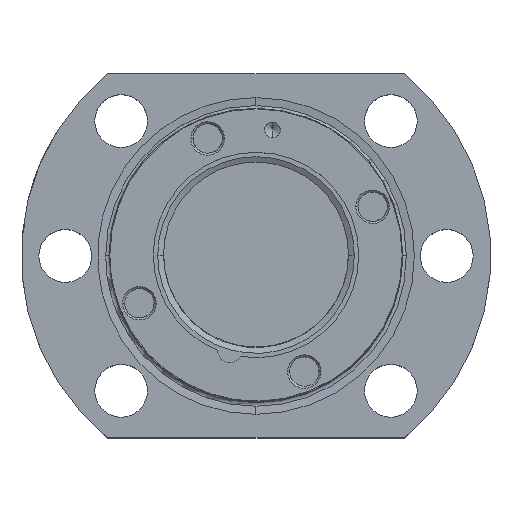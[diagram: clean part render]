
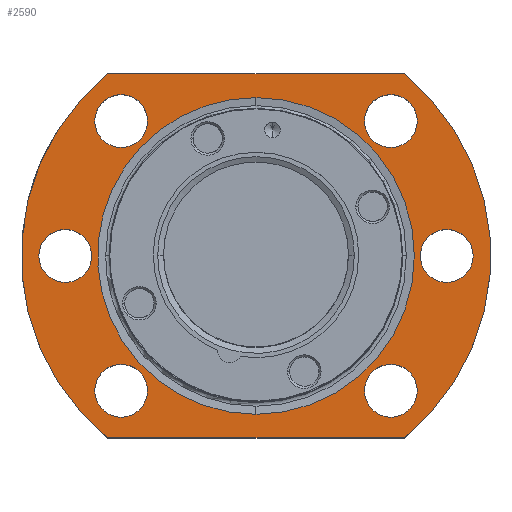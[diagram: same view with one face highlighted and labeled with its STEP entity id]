
A CAD part, top view. The second image highlights one B-rep face of the part: STEP entity #2590.
In plain terms, the highlighted planar face has unit normal (0, 0, 1).
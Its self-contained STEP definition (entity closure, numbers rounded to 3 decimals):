
#1090=CARTESIAN_POINT('',(75.954,-42.3,175.));
#1100=DIRECTION('',(0.,0.,-1.));
#1110=DIRECTION('',(-1.,0.,-0.));
#1120=AXIS2_PLACEMENT_3D('',#1090,#1100,#1110);
#1130=PLANE('',#1120);
#1140=CARTESIAN_POINT('',(0.,31.,175.));
#1150=DIRECTION('',(1.,0.,-0.));
#1160=VECTOR('',#1150,1.);
#1170=LINE('',#1140,#1160);
#1180=CARTESIAN_POINT('',(-25.278,31.,175.));
#1190=VERTEX_POINT('',#1180);
#1200=CARTESIAN_POINT('',(25.278,31.,175.));
#1210=VERTEX_POINT('',#1200);
#1220=EDGE_CURVE('',#1190,#1210,#1170,.T.);
#1230=ORIENTED_EDGE('',*,*,#1220,.F.);
#1240=CARTESIAN_POINT('',(0.,0.,175.)
);
#1250=DIRECTION('',(0.,0.,-1.));
#1260=DIRECTION('',(-1.,0.,0.));
#1270=AXIS2_PLACEMENT_3D('',#1240,#1250,#1260);
#1280=CIRCLE('',#1270,40.);
#1290=CARTESIAN_POINT('',(25.278,-31.,175.));
#1300=VERTEX_POINT('',#1290);
#1310=EDGE_CURVE('',#1210,#1300,#1280,.T.);
#1320=ORIENTED_EDGE('',*,*,#1310,.F.);
#1330=CARTESIAN_POINT('',(0.,-31.,175.));
#1340=DIRECTION('',(1.,-0.,0.));
#1350=VECTOR('',#1340,1.);
#1360=LINE('',#1330,#1350);
#1370=CARTESIAN_POINT('',(-25.278,-31.,175.));
#1380=VERTEX_POINT('',#1370);
#1390=EDGE_CURVE('',#1380,#1300,#1360,.T.);
#1400=ORIENTED_EDGE('',*,*,#1390,.T.);
#1410=CARTESIAN_POINT('',(0.,0.,175.)
);
#1420=DIRECTION('',(0.,0.,-1.));
#1430=DIRECTION('',(-1.,0.,0.));
#1440=AXIS2_PLACEMENT_3D('',#1410,#1420,#1430);
#1450=CIRCLE('',#1440,40.);
#1460=EDGE_CURVE('',#1380,#1190,#1450,.T.);
#1470=ORIENTED_EDGE('',*,*,#1460,.F.);
#1480=EDGE_LOOP('',(#1470,#1400,#1320,#1230));
#1490=FACE_OUTER_BOUND('',#1480,.T.);
#1500=CARTESIAN_POINT('',(32.5,0.,175.));
#1510=DIRECTION('',(0.,0.,-1.));
#1520=DIRECTION('',(-1.,0.,0.));
#1530=AXIS2_PLACEMENT_3D('',#1500,#1510,#1520);
#1540=CIRCLE('',#1530,4.5);
#1550=CARTESIAN_POINT('',(37.,0.,175.));
#1560=VERTEX_POINT('',#1550);
#1570=CARTESIAN_POINT('',(28.,0.,175.));
#1580=VERTEX_POINT('',#1570);
#1590=EDGE_CURVE('',#1560,#1580,#1540,.T.);
#1600=ORIENTED_EDGE('',*,*,#1590,.T.);
#1610=EDGE_CURVE('',#1580,#1560,#1540,.T.);
#1620=ORIENTED_EDGE('',*,*,#1610,.T.);
#1630=EDGE_LOOP('',(#1620,#1600));
#1640=FACE_BOUND('',#1630,.T.);
#1650=CARTESIAN_POINT('',(-22.981,22.981,175.));
#1660=DIRECTION('',(0.,0.,-1.));
#1670=DIRECTION('',(-1.,0.,0.));
#1680=AXIS2_PLACEMENT_3D('',#1650,#1660,#1670);
#1690=CIRCLE('',#1680,4.5);
#1700=CARTESIAN_POINT('',(-27.481,22.981,175.));
#1710=VERTEX_POINT('',#1700);
#1720=CARTESIAN_POINT('',(-18.481,22.981,175.));
#1730=VERTEX_POINT('',#1720);
#1740=EDGE_CURVE('',#1710,#1730,#1690,.T.);
#1750=ORIENTED_EDGE('',*,*,#1740,.T.);
#1760=EDGE_CURVE('',#1730,#1710,#1690,.T.);
#1770=ORIENTED_EDGE('',*,*,#1760,.T.);
#1780=EDGE_LOOP('',(#1770,#1750));
#1790=FACE_BOUND('',#1780,.T.);
#1800=CARTESIAN_POINT('',(-22.981,-22.981,175.));
#1810=DIRECTION('',(0.,0.,-1.));
#1820=DIRECTION('',(-1.,0.,0.));
#1830=AXIS2_PLACEMENT_3D('',#1800,#1810,#1820);
#1840=CIRCLE('',#1830,4.5);
#1850=CARTESIAN_POINT('',(-18.481,-22.981,175.));
#1860=VERTEX_POINT('',#1850);
#1870=CARTESIAN_POINT('',(-27.481,-22.981,175.));
#1880=VERTEX_POINT('',#1870);
#1890=EDGE_CURVE('',#1860,#1880,#1840,.T.);
#1900=ORIENTED_EDGE('',*,*,#1890,.T.);
#1910=EDGE_CURVE('',#1880,#1860,#1840,.T.);
#1920=ORIENTED_EDGE('',*,*,#1910,.T.);
#1930=EDGE_LOOP('',(#1920,#1900));
#1940=FACE_BOUND('',#1930,.T.);
#1950=CARTESIAN_POINT('',(-32.5,0.,175.));
#1960=DIRECTION('',(0.,0.,-1.));
#1970=DIRECTION('',(-1.,0.,0.));
#1980=AXIS2_PLACEMENT_3D('',#1950,#1960,#1970);
#1990=CIRCLE('',#1980,4.5);
#2000=CARTESIAN_POINT('',(-28.,0.,175.));
#2010=VERTEX_POINT('',#2000);
#2020=CARTESIAN_POINT('',(-37.,0.,175.));
#2030=VERTEX_POINT('',#2020);
#2040=EDGE_CURVE('',#2010,#2030,#1990,.T.);
#2050=ORIENTED_EDGE('',*,*,#2040,.T.);
#2060=EDGE_CURVE('',#2030,#2010,#1990,.T.);
#2070=ORIENTED_EDGE('',*,*,#2060,.T.);
#2080=EDGE_LOOP('',(#2070,#2050));
#2090=FACE_BOUND('',#2080,.T.);
#2100=CARTESIAN_POINT('',(0.,0.,175.
));
#2110=DIRECTION('',(0.,0.,1.));
#2120=DIRECTION('',(0.,1.,0.));
#2130=AXIS2_PLACEMENT_3D('',#2100,#2110,#2120);
#2140=CIRCLE('',#2130,26.979);
#2150=CARTESIAN_POINT('',(-24.925,-10.324,175.));
#2160=VERTEX_POINT('',#2150);
#2170=CARTESIAN_POINT('',(0.,-26.979,175.));
#2180=VERTEX_POINT('',#2170);
#2190=EDGE_CURVE('',#2160,#2180,#2140,.T.);
#2200=ORIENTED_EDGE('',*,*,#2190,.F.);
#2210=CARTESIAN_POINT('',(0.,26.979,175.));
#2220=VERTEX_POINT('',#2210);
#2230=EDGE_CURVE('',#2180,#2220,#2140,.T.);
#2240=ORIENTED_EDGE('',*,*,#2230,.F.);
#2250=EDGE_CURVE('',#2220,#2160,#2140,.T.);
#2260=ORIENTED_EDGE('',*,*,#2250,.F.);
#2270=EDGE_LOOP('',(#2260,#2240,#2200));
#2280=FACE_BOUND('',#2270,.T.);
#2290=CARTESIAN_POINT('',(22.981,22.981,175.));
#2300=DIRECTION('',(0.,0.,-1.));
#2310=DIRECTION('',(-1.,0.,0.));
#2320=AXIS2_PLACEMENT_3D('',#2290,#2300,#2310);
#2330=CIRCLE('',#2320,4.5);
#2340=CARTESIAN_POINT('',(18.481,22.981,175.));
#2350=VERTEX_POINT('',#2340);
#2360=CARTESIAN_POINT('',(27.481,22.981,175.));
#2370=VERTEX_POINT('',#2360);
#2380=EDGE_CURVE('',#2350,#2370,#2330,.T.);
#2390=ORIENTED_EDGE('',*,*,#2380,.T.);
#2400=EDGE_CURVE('',#2370,#2350,#2330,.T.);
#2410=ORIENTED_EDGE('',*,*,#2400,.T.);
#2420=EDGE_LOOP('',(#2410,#2390));
#2430=FACE_BOUND('',#2420,.T.);
#2440=CARTESIAN_POINT('',(22.981,-22.981,175.));
#2450=DIRECTION('',(0.,0.,-1.));
#2460=DIRECTION('',(-1.,0.,0.));
#2470=AXIS2_PLACEMENT_3D('',#2440,#2450,#2460);
#2480=CIRCLE('',#2470,4.5);
#2490=CARTESIAN_POINT('',(27.481,-22.981,175.));
#2500=VERTEX_POINT('',#2490);
#2510=CARTESIAN_POINT('',(18.481,-22.981,175.));
#2520=VERTEX_POINT('',#2510);
#2530=EDGE_CURVE('',#2500,#2520,#2480,.T.);
#2540=ORIENTED_EDGE('',*,*,#2530,.T.);
#2550=EDGE_CURVE('',#2520,#2500,#2480,.T.);
#2560=ORIENTED_EDGE('',*,*,#2550,.T.);
#2570=EDGE_LOOP('',(#2560,#2540));
#2580=FACE_BOUND('',#2570,.T.);
#2590=ADVANCED_FACE('',(#1490,#1640,#1790,#1940,#2090,#2280,#2430,#2580)
,#1130,.F.);
